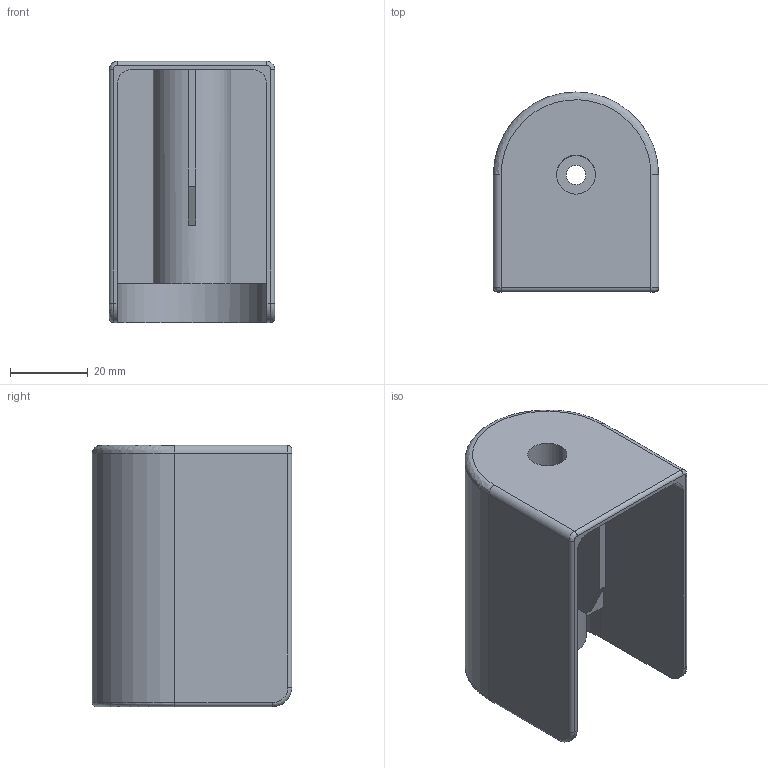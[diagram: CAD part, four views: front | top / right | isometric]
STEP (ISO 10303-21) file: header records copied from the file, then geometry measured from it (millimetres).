
FILE_DESCRIPTION (( 'STEP AP203' ), '1' );
FILE_NAME ('MS001-A.03.011SL.1.1珆尨ん盓殤蚾庉欶.step', '2021-08-27T10:48:06', ( 'Windows User' ), ( 'P R C' ), 'SwSTEP 2.0', 'SolidWorks 2016', '' );
FILE_SCHEMA (( 'CONFIG_CONTROL_DESIGN' ));
Length unit declared in the file: millimetre
Products named in the file (1): MS001-A.03.011SL.1.1珆尨ん盓殤蚾庉欶
Bounding box: 42.4 x 51.21 x 67 mm (x, y, z)
Volume: 37025 mm3; surface area: 28394.6 mm2
Topology: 1 solids, 1 shells, 51 faces, 132 edges, 84 vertices
Faces by surface type: plane 23, cylinder 20, bspline 8
Entity records: 1957 total; most frequent: CARTESIAN_POINT 646, ORIENTED_EDGE 264, DIRECTION 254, EDGE_CURVE 132, AXIS2_PLACEMENT_3D 90, VERTEX_POINT 84, LINE 74, VECTOR 74
